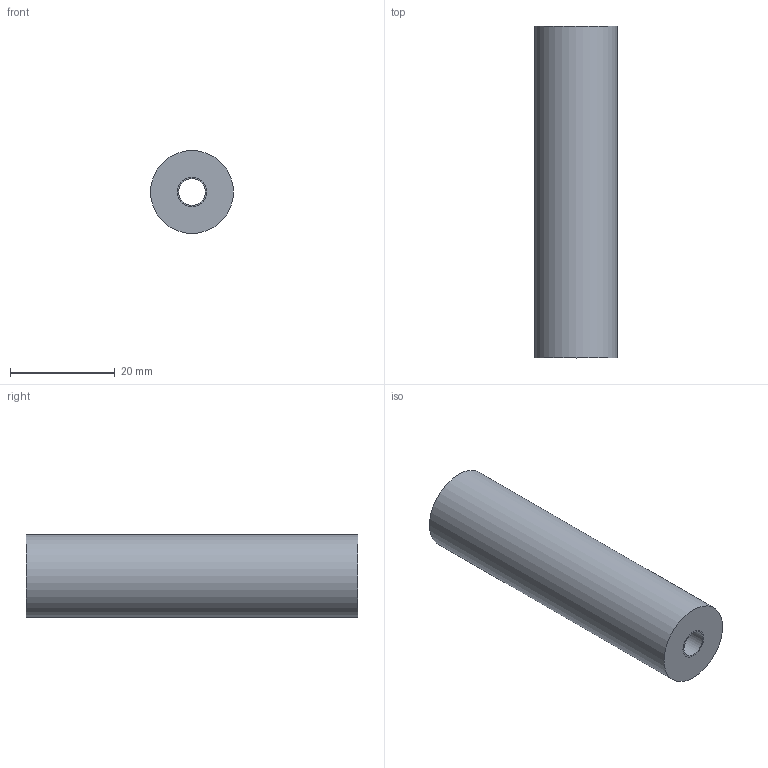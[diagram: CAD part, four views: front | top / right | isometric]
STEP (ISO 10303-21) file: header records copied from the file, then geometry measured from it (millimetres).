
FILE_DESCRIPTION(/* description */ (''),/* implementation_level */ '2;1');
FILE_NAME(/* name */ 'GE-17095_7.stp',/* time_stamp */ '2017-01-08T13:36:19-05:00',/* author */ ('jeff1'),/* organization */ (''),/* preprocessor_version */ 'ST-DEVELOPER v16.5',/* originating_system */ 'Autodesk Inventor 2017',/* authorisation */ '');
FILE_SCHEMA (('AUTOMOTIVE_DESIGN { 1 0 10303 214 3 1 1 }'));
Length unit declared in the file: inch
Products named in the file (1): GE-17095_7
Bounding box: 15.88 x 63.5 x 15.88 mm (x, y, z)
Volume: 11268.8 mm3; surface area: 5152.4 mm2
Topology: 1 solids, 3 shells, 8 faces, 16 edges, 12 vertices
Faces by surface type: cylinder 4, plane 4
Full cylindrical faces by diameter (mm): 5.105 x1, 5.613 x1, 6.35 x1, 15.875 x1
Entity records: 396 total; most frequent: CARTESIAN_POINT 201, DIRECTION 34, ORIENTED_EDGE 18, AXIS2_PLACEMENT_3D 17, EDGE_LOOP 16, VERTEX_POINT 12, EDGE_CURVE 12, FACE_BOUND 8
